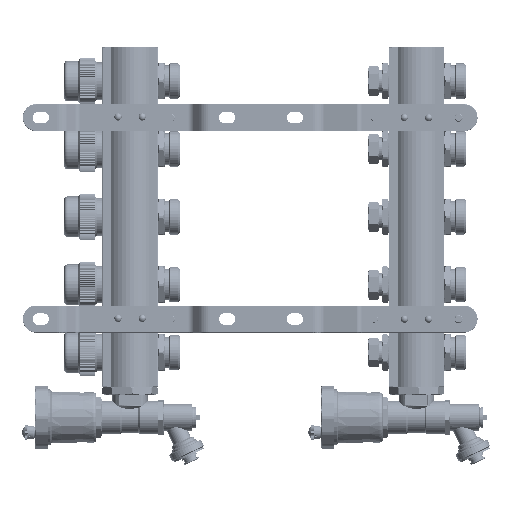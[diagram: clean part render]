
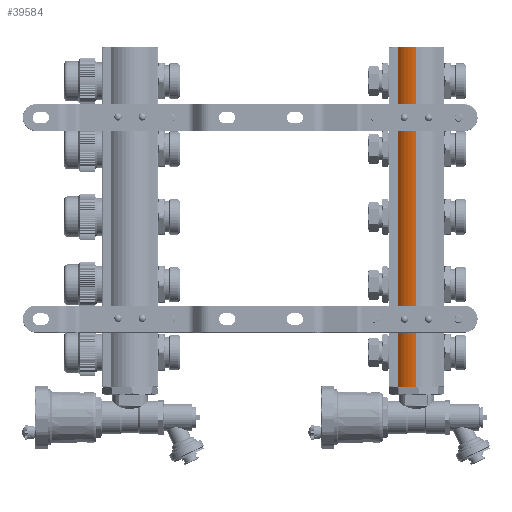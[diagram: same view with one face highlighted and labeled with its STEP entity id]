
A CAD part, left-side view. The second image highlights one B-rep face of the part: STEP entity #39584.
In plain terms, the highlighted cylindrical face has radius 18.2 mm (diameter 36.4 mm), a partial arc.
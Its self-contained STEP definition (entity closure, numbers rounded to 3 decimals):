
#699 = EDGE_LOOP ( 'NONE', ( #24577, #52678, #23739, #8277 ) ) ;
#2383 = VERTEX_POINT ( 'NONE', #52435 ) ;
#8223 = CARTESIAN_POINT ( 'NONE',  ( -18.2, 0., 250. ) ) ;
#8277 = ORIENTED_EDGE ( 'NONE', *, *, #33130, .T. ) ;
#14451 = VERTEX_POINT ( 'NONE', #56553 ) ;
#17057 = AXIS2_PLACEMENT_3D ( 'NONE', #39258, #44135, #28526 ) ;
#18008 = CYLINDRICAL_SURFACE ( 'NONE', #17057, 18.2 ) ;
#19416 = DIRECTION ( 'NONE',  ( 0., 0., 1. ) ) ;
#19751 = VECTOR ( 'NONE', #27824, 1000. ) ;
#22673 = DIRECTION ( 'NONE',  ( 0., 0., 1. ) ) ;
#23680 = VERTEX_POINT ( 'NONE', #25334 ) ;
#23739 = ORIENTED_EDGE ( 'NONE', *, *, #25390, .T. ) ;
#24577 = ORIENTED_EDGE ( 'NONE', *, *, #29212, .F. ) ;
#25334 = CARTESIAN_POINT ( 'NONE',  ( -18.2, 0., 250. ) ) ;
#25390 = EDGE_CURVE ( 'NONE', #2383, #38733, #53382, .T. ) ;
#25784 = VECTOR ( 'NONE', #43921, 1000. ) ;
#27824 = DIRECTION ( 'NONE',  ( 0., 0., -1. ) ) ;
#28526 = DIRECTION ( 'NONE',  ( -1., 0., 0. ) ) ;
#29212 = EDGE_CURVE ( 'NONE', #23680, #14451, #40987, .T. ) ;
#33130 = EDGE_CURVE ( 'NONE', #38733, #14451, #45648, .T. ) ;
#34603 = DIRECTION ( 'NONE',  ( 1., 0., 0. ) ) ;
#38733 = VERTEX_POINT ( 'NONE', #61640 ) ;
#39258 = CARTESIAN_POINT ( 'NONE',  ( 0., 0., 250. ) ) ;
#39584 = ADVANCED_FACE ( 'NONE', ( #50011 ), #18008, .T. ) ;
#40987 = LINE ( 'NONE', #8223, #25784 ) ;
#43921 = DIRECTION ( 'NONE',  ( 0., 0., -1. ) ) ;
#44135 = DIRECTION ( 'NONE',  ( 0., 0., -1. ) ) ;
#44221 = CARTESIAN_POINT ( 'NONE',  ( 0., 0., 250. ) ) ;
#45648 = CIRCLE ( 'NONE', #60027, 18.2 ) ;
#45889 = AXIS2_PLACEMENT_3D ( 'NONE', #44221, #19416, #34603 ) ;
#50011 = FACE_OUTER_BOUND ( 'NONE', #699, .T. ) ;
#50541 = EDGE_CURVE ( 'NONE', #2383, #23680, #61677, .T. ) ;
#52435 = CARTESIAN_POINT ( 'NONE',  ( -12., 13.684, 250. ) ) ;
#52678 = ORIENTED_EDGE ( 'NONE', *, *, #50541, .F. ) ;
#53382 = LINE ( 'NONE', #57358, #19751 ) ;
#56553 = CARTESIAN_POINT ( 'NONE',  ( -18.2, 0., 0. ) ) ;
#57358 = CARTESIAN_POINT ( 'NONE',  ( -12., 13.684, 250. ) ) ;
#58485 = DIRECTION ( 'NONE',  ( 1., 0., 0. ) ) ;
#60027 = AXIS2_PLACEMENT_3D ( 'NONE', #63171, #22673, #58485 ) ;
#61640 = CARTESIAN_POINT ( 'NONE',  ( -12., 13.684, 0. ) ) ;
#61677 = CIRCLE ( 'NONE', #45889, 18.2 ) ;
#63171 = CARTESIAN_POINT ( 'NONE',  ( 0., 0., 0. ) ) ;
